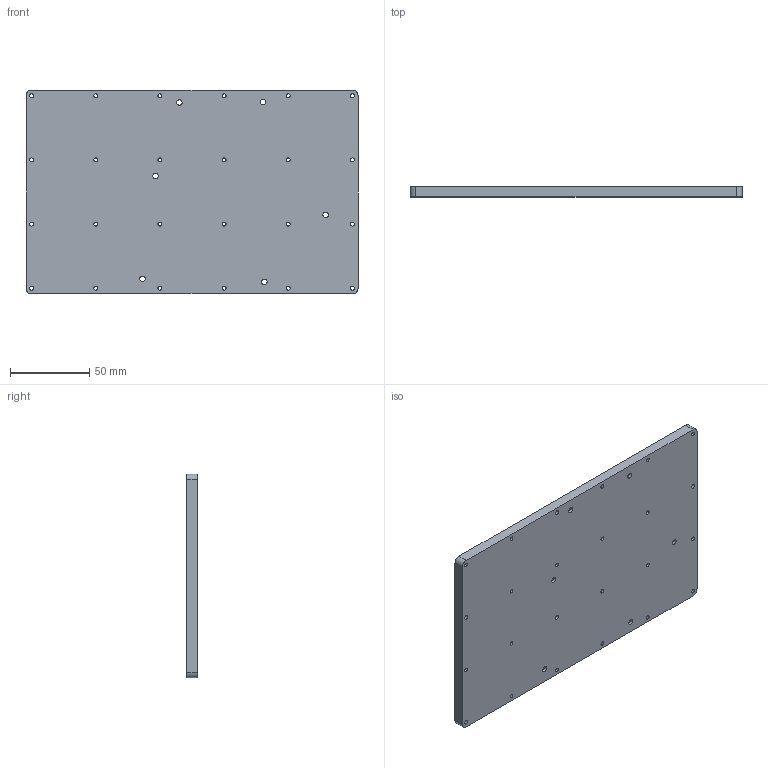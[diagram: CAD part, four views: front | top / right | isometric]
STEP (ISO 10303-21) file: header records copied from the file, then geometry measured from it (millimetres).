
FILE_DESCRIPTION(/* description */ (''),/* implementation_level */ '2;1');
FILE_NAME(/* name */ 'Baseplate v5.step',/* time_stamp */ '2024-10-06T22:34:46+02:00',/* author */ (''),/* organization */ (''),/* preprocessor_version */ 'ST-DEVELOPER v20',/* originating_system */ 'Autodesk Translation Framework v13.14.0.145',/* authorisation */ '');
FILE_SCHEMA (('AUTOMOTIVE_DESIGN { 1 0 10303 214 3 1 1 }'));
Length unit declared in the file: millimetre
Products named in the file (1): Baseplate
Bounding box: 209.5 x 6.5 x 128.5 mm (x, y, z)
Volume: 66497 mm3; surface area: 62906.5 mm2
Topology: 1 solids, 1 shells, 113 faces, 306 edges, 204 vertices
Faces by surface type: cylinder 82, plane 31
Full cylindrical faces by diameter (mm): 2.5 x24, 3.5 x6, 7 x8
Entity records: 3804 total; most frequent: DIRECTION 698, CARTESIAN_POINT 624, ORIENTED_EDGE 612, EDGE_CURVE 306, AXIS2_PLACEMENT_3D 278, VERTEX_POINT 204, EDGE_LOOP 182, CIRCLE 164
